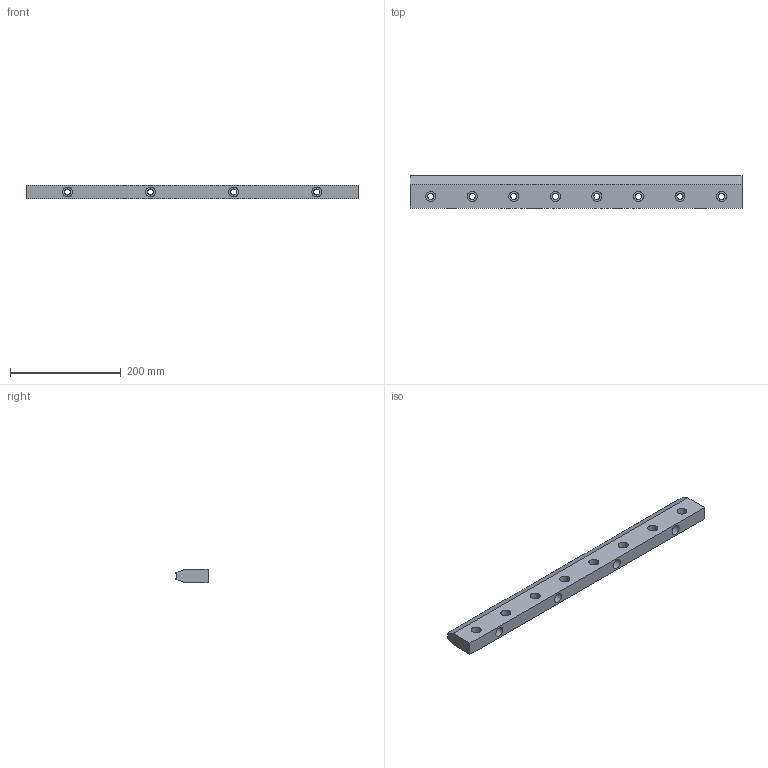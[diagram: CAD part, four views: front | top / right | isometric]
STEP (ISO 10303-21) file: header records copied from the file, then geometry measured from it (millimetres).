
FILE_DESCRIPTION( ( 'STEP AP214' ), '1' );
FILE_NAME( 'WUF-30_2_14a.stp', ' ', ( ' ' ), ( ' ' ), 'PSStep 15.0.47', 'PARTsolutions', ' ' );
FILE_SCHEMA( ( 'AUTOMOTIVE_DESIGN { 1 0 10303 214 1 1 1 1 }' ) );
Length unit declared in the file: millimetre
Products named in the file (1): HI_WUF-30
Bounding box: 599.5 x 58.04 x 25 mm (x, y, z)
Volume: 733562.8 mm3; surface area: 112300.9 mm2
Topology: 1 solids, 1 shells, 53 faces, 117 edges, 74 vertices
Faces by surface type: plane 29, cylinder 24
Full cylindrical faces by diameter (mm): 11 x12, 18 x12
Entity records: 1843 total; most frequent: DIRECTION 261, CARTESIAN_POINT 221, ORIENTED_EDGE 186, AXIS2_PLACEMENT_3D 114, EDGE_LOOP 109, EDGE_CURVE 93, FACE_OUTER_BOUND 77, VERTEX_POINT 74
